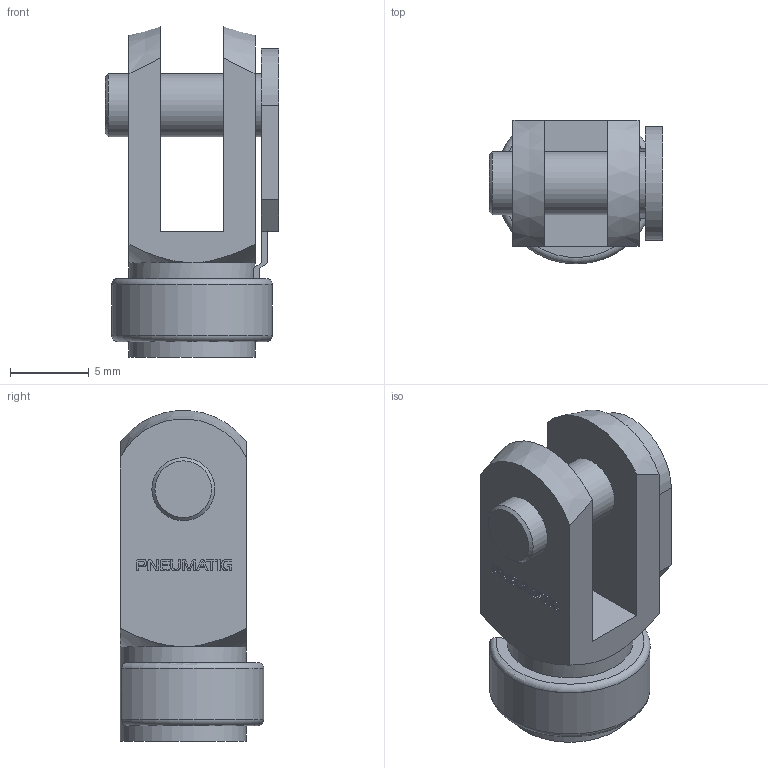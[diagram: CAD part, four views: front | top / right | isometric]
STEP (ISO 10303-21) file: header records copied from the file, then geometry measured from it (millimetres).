
FILE_DESCRIPTION(/* description */ (''),/* implementation_level */ '2;1');
FILE_NAME(/* name */ 'C-E-RC-010.stp',/* time_stamp */ '2017-02-01T09:50:27+01:00',/* author */ (''),/* organization */ (''),/* preprocessor_version */ 'ST-DEVELOPER v15.2',/* originating_system */ 'Autodesk Translator Framework v2.0.0.5431',/* authorisation */ '');
FILE_SCHEMA (('AUTOMOTIVE_DESIGN { 1 0 10303 214 3 1 1 }'));
Length unit declared in the file: centimetre
Products named in the file (1): (Unsaved)
Bounding box: 11 x 9.1 x 20.98 mm (x, y, z)
Volume: 990.1 mm3; surface area: 1204.5 mm2
Topology: 1 solids, 1 shells, 267 faces, 744 edges, 493 vertices
Faces by surface type: bspline 123, plane 123, cone 10, cylinder 9, torus 2
Full cylindrical faces by diameter (mm): 3.242 x1, 4 x4, 8 x1
Entity records: 9578 total; most frequent: CARTESIAN_POINT 3616, ORIENTED_EDGE 1462, DIRECTION 799, EDGE_CURVE 731, VERTEX_POINT 490, LINE 429, VECTOR 429, EDGE_LOOP 295
